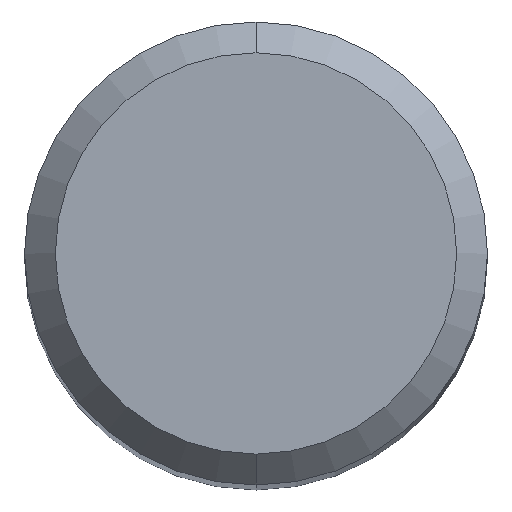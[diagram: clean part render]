
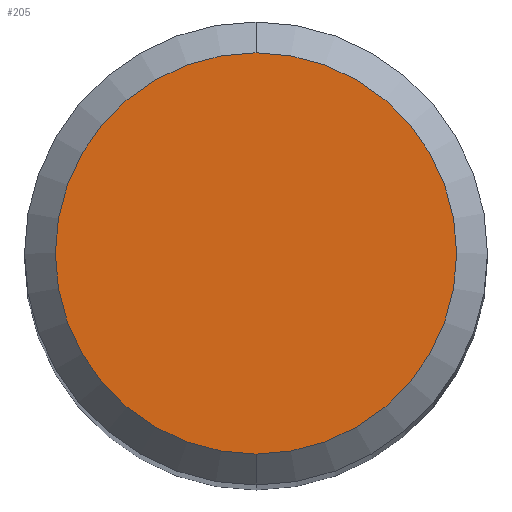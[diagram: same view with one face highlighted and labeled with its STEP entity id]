
A CAD part, top view. The second image highlights one B-rep face of the part: STEP entity #205.
In plain terms, the highlighted planar face has unit normal (0, 0, 1).
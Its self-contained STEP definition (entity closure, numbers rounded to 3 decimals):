
#173=VERTEX_POINT('',#333);
#199=VERTEX_POINT('',#361);
#205=ADVANCED_FACE('',(#368),#369,.T.);
#213=EDGE_CURVE('',#173,#199,#378,.T.);
#215=EDGE_CURVE('',#199,#173,#380,.T.);
#333=CARTESIAN_POINT('',(0.0,2.6,0.0));
#361=CARTESIAN_POINT('',(0.,-2.6,0.0));
#368=FACE_OUTER_BOUND('',#563,.T.);
#369=PLANE('',#564);
#378=CIRCLE('',#576,2.6);
#380=CIRCLE('',#579,2.6);
#563=EDGE_LOOP('',(#748,#749));
#564=AXIS2_PLACEMENT_3D('',#750,#751,#752);
#576=AXIS2_PLACEMENT_3D('',#762,#763,#764);
#579=AXIS2_PLACEMENT_3D('',#765,#766,#767);
#748=ORIENTED_EDGE('',*,*,#213,.F.);
#749=ORIENTED_EDGE('',*,*,#215,.F.);
#750=CARTESIAN_POINT('',(0.0,1.3,0.0));
#751=DIRECTION('',(-0.0,0.0,1.0));
#752=DIRECTION('',(0.0,-1.0,0.0));
#762=CARTESIAN_POINT('',(0.0,0.0,0.0));
#763=DIRECTION('',(0.0,0.0,-1.0));
#764=DIRECTION('',(0.0,1.0,0.0));
#765=CARTESIAN_POINT('',(0.0,0.0,0.0));
#766=DIRECTION('',(0.0,0.0,-1.0));
#767=DIRECTION('',(0.0,1.0,0.0));
